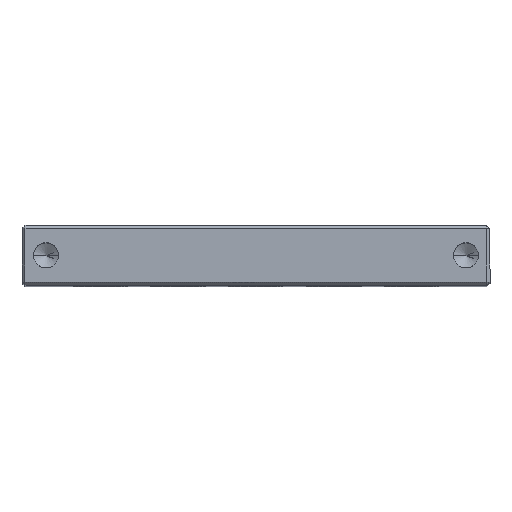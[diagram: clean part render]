
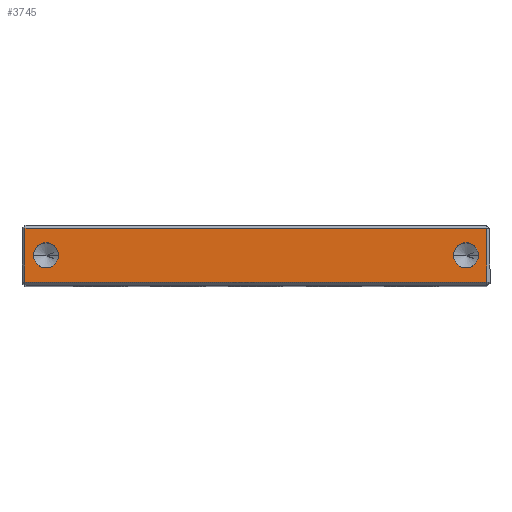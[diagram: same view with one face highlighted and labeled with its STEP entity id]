
A CAD part, top view. The second image highlights one B-rep face of the part: STEP entity #3745.
In plain terms, the highlighted planar face has unit normal (0, 0, 1).
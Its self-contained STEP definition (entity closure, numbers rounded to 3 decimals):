
#43 = VERTEX_POINT ( 'NONE', #7039 ) ;
#163 = CARTESIAN_POINT ( 'NONE',  ( -37.1, -4.783, 130. ) ) ;
#587 = EDGE_CURVE ( 'NONE', #8215, #3579, #1325, .T. ) ;
#1092 = VECTOR ( 'NONE', #3946, 1000. ) ;
#1324 = AXIS2_PLACEMENT_3D ( 'NONE', #4383, #1824, #6394 ) ;
#1325 = LINE ( 'NONE', #7149, #1092 ) ;
#1335 = AXIS2_PLACEMENT_3D ( 'NONE', #7824, #4544, #5869 ) ;
#1467 = EDGE_CURVE ( 'NONE', #4903, #5518, #6164, .T. ) ;
#1472 = ORIENTED_EDGE ( 'NONE', *, *, #7324, .T. ) ;
#1487 = ORIENTED_EDGE ( 'NONE', *, *, #6258, .F. ) ;
#1610 = EDGE_LOOP ( 'NONE', ( #3895, #1487 ) ) ;
#1743 = FACE_OUTER_BOUND ( 'NONE', #3871, .T. ) ;
#1824 = DIRECTION ( 'NONE',  ( 0., 0., 1. ) ) ;
#2052 = DIRECTION ( 'NONE',  ( 0., 0., 1. ) ) ;
#2265 = CARTESIAN_POINT ( 'NONE',  ( 38.5, 0.217, 130. ) ) ;
#2332 = ORIENTED_EDGE ( 'NONE', *, *, #3561, .F. ) ;
#2458 = AXIS2_PLACEMENT_3D ( 'NONE', #8151, #7456, #4730 ) ;
#2489 = CARTESIAN_POINT ( 'NONE',  ( -38.5, -9.783, 130. ) ) ;
#2914 = VERTEX_POINT ( 'NONE', #5410 ) ;
#3066 = DIRECTION ( 'NONE',  ( 1., 0., 0. ) ) ;
#3372 = CARTESIAN_POINT ( 'NONE',  ( 38.5, -0.283, 130. ) ) ;
#3505 = DIRECTION ( 'NONE',  ( 1., 0., 0. ) ) ;
#3558 = CARTESIAN_POINT ( 'NONE',  ( -38.5, -0.283, 130. ) ) ;
#3561 = EDGE_CURVE ( 'NONE', #5518, #4903, #4204, .T. ) ;
#3579 = VERTEX_POINT ( 'NONE', #3558 ) ;
#3599 = PLANE ( 'NONE',  #1324 ) ;
#3663 = EDGE_CURVE ( 'NONE', #3579, #2914, #3726, .T. ) ;
#3726 = LINE ( 'NONE', #2489, #4911 ) ;
#3745 = ADVANCED_FACE ( 'NONE', ( #1743, #8271, #4984 ), #3599, .T. ) ;
#3796 = AXIS2_PLACEMENT_3D ( 'NONE', #4641, #5327, #3988 ) ;
#3861 = VERTEX_POINT ( 'NONE', #6484 ) ;
#3871 = EDGE_LOOP ( 'NONE', ( #6391, #5767, #1472, #7999 ) ) ;
#3895 = ORIENTED_EDGE ( 'NONE', *, *, #5976, .F. ) ;
#3946 = DIRECTION ( 'NONE',  ( -1., 0., 0. ) ) ;
#3988 = DIRECTION ( 'NONE',  ( 1., 0., 0. ) ) ;
#4054 = VERTEX_POINT ( 'NONE', #8339 ) ;
#4204 = CIRCLE ( 'NONE', #6138, 2.1 ) ;
#4321 = LINE ( 'NONE', #8389, #6713 ) ;
#4383 = CARTESIAN_POINT ( 'NONE',  ( 0., 0., 130. ) ) ;
#4544 = DIRECTION ( 'NONE',  ( 0., 0., 1. ) ) ;
#4641 = CARTESIAN_POINT ( 'NONE',  ( 35., -4.783, 130. ) ) ;
#4730 = DIRECTION ( 'NONE',  ( 1., 0., 0. ) ) ;
#4853 = LINE ( 'NONE', #2265, #5596 ) ;
#4903 = VERTEX_POINT ( 'NONE', #163 ) ;
#4911 = VECTOR ( 'NONE', #6319, 1000. ) ;
#4984 = FACE_BOUND ( 'NONE', #1610, .T. ) ;
#5327 = DIRECTION ( 'NONE',  ( 0., 0., 1. ) ) ;
#5410 = CARTESIAN_POINT ( 'NONE',  ( -38.5, -9.283, 130. ) ) ;
#5518 = VERTEX_POINT ( 'NONE', #7980 ) ;
#5524 = EDGE_LOOP ( 'NONE', ( #2332, #6877 ) ) ;
#5596 = VECTOR ( 'NONE', #7483, 1000. ) ;
#5767 = ORIENTED_EDGE ( 'NONE', *, *, #3663, .T. ) ;
#5869 = DIRECTION ( 'NONE',  ( 1., 0., 0. ) ) ;
#5976 = EDGE_CURVE ( 'NONE', #43, #3861, #8495, .T. ) ;
#6041 = EDGE_CURVE ( 'NONE', #4054, #8215, #4853, .T. ) ;
#6138 = AXIS2_PLACEMENT_3D ( 'NONE', #7968, #2052, #3505 ) ;
#6164 = CIRCLE ( 'NONE', #2458, 2.1 ) ;
#6258 = EDGE_CURVE ( 'NONE', #3861, #43, #7390, .T. ) ;
#6319 = DIRECTION ( 'NONE',  ( 0., -1., 0. ) ) ;
#6391 = ORIENTED_EDGE ( 'NONE', *, *, #587, .T. ) ;
#6394 = DIRECTION ( 'NONE',  ( 1., 0., 0. ) ) ;
#6484 = CARTESIAN_POINT ( 'NONE',  ( 32.9, -4.783, 130. ) ) ;
#6713 = VECTOR ( 'NONE', #3066, 1000. ) ;
#6877 = ORIENTED_EDGE ( 'NONE', *, *, #1467, .F. ) ;
#7039 = CARTESIAN_POINT ( 'NONE',  ( 37.1, -4.783, 130. ) ) ;
#7149 = CARTESIAN_POINT ( 'NONE',  ( -39., -0.283, 130. ) ) ;
#7324 = EDGE_CURVE ( 'NONE', #2914, #4054, #4321, .T. ) ;
#7390 = CIRCLE ( 'NONE', #1335, 2.1 ) ;
#7456 = DIRECTION ( 'NONE',  ( 0., 0., 1. ) ) ;
#7483 = DIRECTION ( 'NONE',  ( 0., 1., 0. ) ) ;
#7824 = CARTESIAN_POINT ( 'NONE',  ( 35., -4.783, 130. ) ) ;
#7968 = CARTESIAN_POINT ( 'NONE',  ( -35., -4.783, 130. ) ) ;
#7980 = CARTESIAN_POINT ( 'NONE',  ( -32.9, -4.783, 130. ) ) ;
#7999 = ORIENTED_EDGE ( 'NONE', *, *, #6041, .T. ) ;
#8151 = CARTESIAN_POINT ( 'NONE',  ( -35., -4.783, 130. ) ) ;
#8215 = VERTEX_POINT ( 'NONE', #3372 ) ;
#8271 = FACE_BOUND ( 'NONE', #5524, .T. ) ;
#8339 = CARTESIAN_POINT ( 'NONE',  ( 38.5, -9.283, 130. ) ) ;
#8389 = CARTESIAN_POINT ( 'NONE',  ( 39., -9.283, 130. ) ) ;
#8495 = CIRCLE ( 'NONE', #3796, 2.1 ) ;
